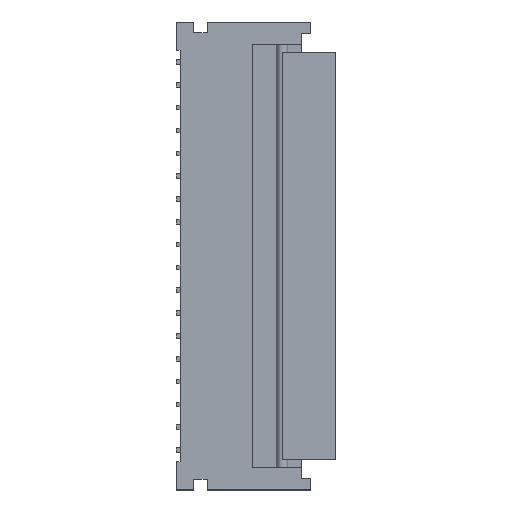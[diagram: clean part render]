
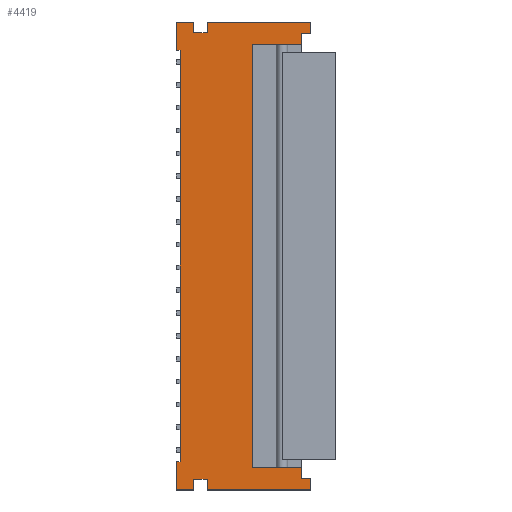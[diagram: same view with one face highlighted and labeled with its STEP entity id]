
A CAD part, top view. The second image highlights one B-rep face of the part: STEP entity #4419.
In plain terms, the highlighted planar face has unit normal (0, 0, 1).
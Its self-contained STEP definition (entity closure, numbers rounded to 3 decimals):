
#27=VECTOR('',#28,1.);
#28=DIRECTION('',(-1.,0.,0.));
#41=VECTOR('',#42,1.);
#42=DIRECTION('',(1.,0.,0.));
#48=DIRECTION('',(0.,-1.,0.));
#65=VECTOR('',#48,1.);
#81=DIRECTION('',(0.,-1.,0.));
#282=VECTOR('',#283,1.);
#283=DIRECTION('',(0.,1.,0.));
#985=DIRECTION('',(0.,0.,1.));
#1009=VERTEX_POINT('',#1010);
#1010=CARTESIAN_POINT('',(-1.718,-5.405,0.9));
#1011=ORIENTED_EDGE('',*,*,#1012,.T.);
#1012=EDGE_CURVE('',#1009,#1013,#1015,.T.);
#1013=VERTEX_POINT('',#1014);
#1014=CARTESIAN_POINT('',(-1.718,-6.15,0.9));
#1015=LINE('',#1010,#65);
#1909=VERTEX_POINT('',#1910);
#1910=CARTESIAN_POINT('',(-1.718,5.405,0.9));
#1912=EDGE_CURVE('',#1909,#1913,#1915,.T.);
#1913=VERTEX_POINT('',#1914);
#1914=CARTESIAN_POINT('',(-1.718,6.15,0.9));
#1915=B_SPLINE_CURVE_WITH_KNOTS('',1,(#1910,#1914),.UNSPECIFIED.,.F.,.F.,(2,2),(0.,0.745),.PIECEWISE_BEZIER_KNOTS.);
#1925=EDGE_CURVE('',#1913,#1926,#1928,.T.);
#1926=VERTEX_POINT('',#1927);
#1927=CARTESIAN_POINT('',(-1.268,6.15,0.9));
#1928=B_SPLINE_CURVE_WITH_KNOTS('',1,(#1914,#1927),.UNSPECIFIED.,.F.,.F.,(2,2),(0.,0.45),.PIECEWISE_BEZIER_KNOTS.);
#1938=EDGE_CURVE('',#1926,#1939,#1941,.T.);
#1939=VERTEX_POINT('',#1940);
#1940=CARTESIAN_POINT('',(-1.268,5.87,0.9));
#1941=B_SPLINE_CURVE_WITH_KNOTS('',1,(#1927,#1940),.UNSPECIFIED.,.F.,.F.,(2,2),(0.,0.28),.PIECEWISE_BEZIER_KNOTS.);
#1951=EDGE_CURVE('',#1939,#1952,#1954,.T.);
#1952=VERTEX_POINT('',#1953);
#1953=CARTESIAN_POINT('',(-0.903,5.87,0.9));
#1954=B_SPLINE_CURVE_WITH_KNOTS('',1,(#1940,#1953),.UNSPECIFIED.,.F.,.F.,(2,2),(0.,0.365),.PIECEWISE_BEZIER_KNOTS.);
#1964=EDGE_CURVE('',#1952,#1965,#1967,.T.);
#1965=VERTEX_POINT('',#1966);
#1966=CARTESIAN_POINT('',(-0.903,6.15,0.9));
#1967=B_SPLINE_CURVE_WITH_KNOTS('',1,(#1953,#1966),.UNSPECIFIED.,.F.,.F.,(2,2),(0.,0.28),.PIECEWISE_BEZIER_KNOTS.);
#1977=EDGE_CURVE('',#1965,#1978,#1980,.T.);
#1978=VERTEX_POINT('',#1979);
#1979=CARTESIAN_POINT('',(1.813,6.15,0.9));
#1980=B_SPLINE_CURVE_WITH_KNOTS('',1,(#1966,#1979),.UNSPECIFIED.,.F.,.F.,(2,2),(0.,2.715),.PIECEWISE_BEZIER_KNOTS.);
#1990=EDGE_CURVE('',#1978,#1991,#1993,.T.);
#1991=VERTEX_POINT('',#1992);
#1992=CARTESIAN_POINT('',(1.813,5.85,0.9));
#1993=B_SPLINE_CURVE_WITH_KNOTS('',1,(#1979,#1992),.UNSPECIFIED.,.F.,.F.,(2,2),(0.,0.3),.PIECEWISE_BEZIER_KNOTS.);
#2003=EDGE_CURVE('',#1991,#2004,#2006,.T.);
#2004=VERTEX_POINT('',#2005);
#2005=CARTESIAN_POINT('',(1.563,5.85,0.9));
#2006=B_SPLINE_CURVE_WITH_KNOTS('',1,(#1992,#2005),.UNSPECIFIED.,.F.,.F.,(2,2),(0.,0.25),.PIECEWISE_BEZIER_KNOTS.);
#2016=EDGE_CURVE('',#2004,#2017,#2019,.T.);
#2017=VERTEX_POINT('',#2018);
#2018=CARTESIAN_POINT('',(1.563,5.55,0.9));
#2019=B_SPLINE_CURVE_WITH_KNOTS('',1,(#2005,#2020),.UNSPECIFIED.,.F.,.F.,(2,2),(0.,5.85),.PIECEWISE_BEZIER_KNOTS.);
#2020=CARTESIAN_POINT('',(1.563,0.,0.9));
#3677=VERTEX_POINT('',#3678);
#3678=CARTESIAN_POINT('',(1.563,-5.85,0.9));
#3680=ORIENTED_EDGE('',*,*,#3681,.T.);
#3681=EDGE_CURVE('',#3677,#3682,#3684,.T.);
#3682=VERTEX_POINT('',#3683);
#3683=CARTESIAN_POINT('',(1.563,-5.55,0.9));
#3684=LINE('',#3678,#282);
#3698=VERTEX_POINT('',#3699);
#3699=CARTESIAN_POINT('',(1.813,-5.85,0.9));
#3701=ORIENTED_EDGE('',*,*,#3702,.T.);
#3702=EDGE_CURVE('',#3698,#3677,#3703,.T.);
#3703=LINE('',#3699,#27);
#3713=VERTEX_POINT('',#3714);
#3714=CARTESIAN_POINT('',(1.813,-6.15,0.9));
#3716=ORIENTED_EDGE('',*,*,#3717,.T.);
#3717=EDGE_CURVE('',#3713,#3698,#3718,.T.);
#3718=LINE('',#3714,#282);
#3728=VERTEX_POINT('',#3729);
#3729=CARTESIAN_POINT('',(-0.903,-6.15,0.9));
#3731=ORIENTED_EDGE('',*,*,#3732,.T.);
#3732=EDGE_CURVE('',#3728,#3713,#3733,.T.);
#3733=LINE('',#3729,#41);
#3743=VERTEX_POINT('',#3744);
#3744=CARTESIAN_POINT('',(-0.903,-5.87,0.9));
#3746=ORIENTED_EDGE('',*,*,#3747,.T.);
#3747=EDGE_CURVE('',#3743,#3728,#3748,.T.);
#3748=LINE('',#3744,#65);
#3758=VERTEX_POINT('',#3759);
#3759=CARTESIAN_POINT('',(-1.268,-5.87,0.9));
#3761=ORIENTED_EDGE('',*,*,#3762,.T.);
#3762=EDGE_CURVE('',#3758,#3743,#3763,.T.);
#3763=LINE('',#3759,#41);
#3773=VERTEX_POINT('',#3774);
#3774=CARTESIAN_POINT('',(-1.268,-6.15,0.9));
#3776=ORIENTED_EDGE('',*,*,#3777,.T.);
#3777=EDGE_CURVE('',#3773,#3758,#3778,.T.);
#3778=LINE('',#3774,#282);
#3787=ORIENTED_EDGE('',*,*,#3788,.T.);
#3788=EDGE_CURVE('',#1013,#3773,#3789,.T.);
#3789=LINE('',#1014,#41);
#4419=ADVANCED_FACE('',(#4420),#4463,.T.);
#4420=FACE_BOUND('',#4421,.T.);
#4421=EDGE_LOOP('',(#4422,#4429,#4434,#1011,#3787,#3776,#3761,#3746,#3731,#3716,#3701,#3680,#4437,#4442,#4447,#4451,#4452,#4453,#4454,#4455,#4456,#4457,#4458,#4459,#4460));
#4422=ORIENTED_EDGE('',*,*,#4423,.F.);
#4423=EDGE_CURVE('',#4424,#4426,#4428,.T.);
#4424=VERTEX_POINT('',#4425);
#4425=CARTESIAN_POINT('',(-1.618,0.,0.9));
#4426=VERTEX_POINT('',#4427);
#4427=CARTESIAN_POINT('',(-1.618,5.405,0.9));
#4428=B_SPLINE_CURVE_WITH_KNOTS('',1,(#4425,#4427),.UNSPECIFIED.,.F.,.F.,(2,2),(0.,5.405),.PIECEWISE_BEZIER_KNOTS.);
#4429=ORIENTED_EDGE('',*,*,#4430,.T.);
#4430=EDGE_CURVE('',#4424,#4431,#4433,.T.);
#4431=VERTEX_POINT('',#4432);
#4432=CARTESIAN_POINT('',(-1.618,-5.405,0.9));
#4433=LINE('',#4425,#65);
#4434=ORIENTED_EDGE('',*,*,#4435,.T.);
#4435=EDGE_CURVE('',#4431,#1009,#4436,.T.);
#4436=LINE('',#4432,#27);
#4437=ORIENTED_EDGE('',*,*,#4438,.F.);
#4438=EDGE_CURVE('',#4439,#3682,#4441,.T.);
#4439=VERTEX_POINT('',#4440);
#4440=CARTESIAN_POINT('',(0.273,-5.55,0.9));
#4441=LINE('',#4440,#41);
#4442=ORIENTED_EDGE('',*,*,#4443,.F.);
#4443=EDGE_CURVE('',#4444,#4439,#4446,.T.);
#4444=VERTEX_POINT('',#4445);
#4445=CARTESIAN_POINT('',(0.273,5.55,0.9));
#4446=LINE('',#4445,#65);
#4447=ORIENTED_EDGE('',*,*,#4448,.F.);
#4448=EDGE_CURVE('',#2017,#4444,#4449,.T.);
#4449=LINE('',#4450,#27);
#4450=CARTESIAN_POINT('',(1.813,5.55,0.9));
#4451=ORIENTED_EDGE('',*,*,#2016,.F.);
#4452=ORIENTED_EDGE('',*,*,#2003,.F.);
#4453=ORIENTED_EDGE('',*,*,#1990,.F.);
#4454=ORIENTED_EDGE('',*,*,#1977,.F.);
#4455=ORIENTED_EDGE('',*,*,#1964,.F.);
#4456=ORIENTED_EDGE('',*,*,#1951,.F.);
#4457=ORIENTED_EDGE('',*,*,#1938,.F.);
#4458=ORIENTED_EDGE('',*,*,#1925,.F.);
#4459=ORIENTED_EDGE('',*,*,#1912,.F.);
#4460=ORIENTED_EDGE('',*,*,#4461,.F.);
#4461=EDGE_CURVE('',#4426,#1909,#4462,.T.);
#4462=B_SPLINE_CURVE_WITH_KNOTS('',1,(#4427,#1910),.UNSPECIFIED.,.F.,.F.,(2,2),(0.,0.1),.PIECEWISE_BEZIER_KNOTS.);
#4463=PLANE('',#4464);
#4464=AXIS2_PLACEMENT_3D('',#4465,#985,#81);
#4465=CARTESIAN_POINT('',(-0.031,0.,0.9));
